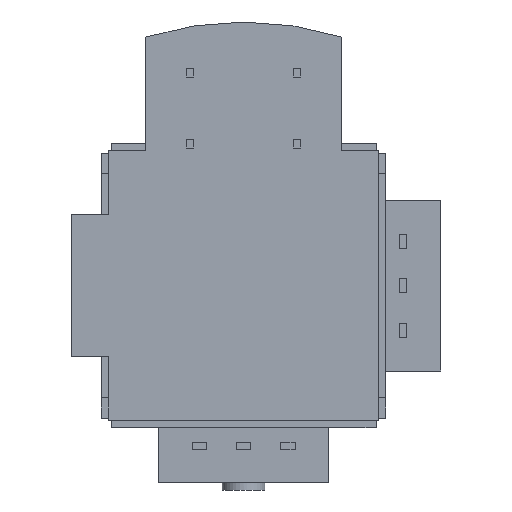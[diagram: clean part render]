
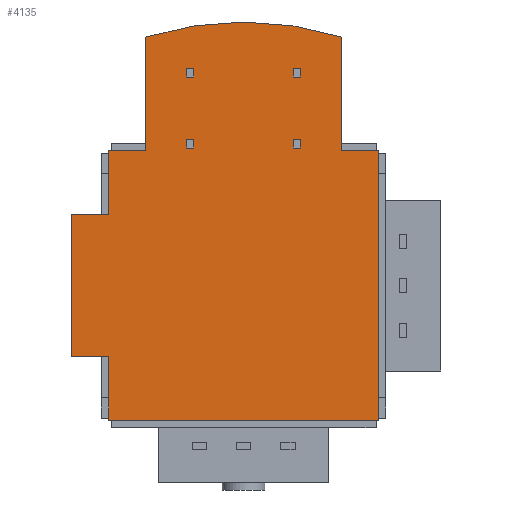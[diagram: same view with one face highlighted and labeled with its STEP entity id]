
A CAD part, front view. The second image highlights one B-rep face of the part: STEP entity #4135.
In plain terms, the highlighted planar face has unit normal (0, -1, 0).
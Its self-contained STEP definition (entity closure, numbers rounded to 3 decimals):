
#187=PLANE('',#4506);
#420=FACE_OUTER_BOUND('',#671,.T.);
#671=EDGE_LOOP('',(#3643,#3644,#3645,#3646,#3647,#3648,#3649,#3650,#3651,
#3652,#3653,#3654));
#1068=LINE('',#7140,#1505);
#1085=LINE('',#7177,#1522);
#1090=LINE('',#7184,#1527);
#1091=LINE('',#7187,#1528);
#1093=LINE('',#7191,#1530);
#1095=LINE('',#7195,#1532);
#1097=LINE('',#7199,#1534);
#1099=LINE('',#7203,#1536);
#1102=LINE('',#7211,#1539);
#1104=LINE('',#7215,#1541);
#1106=LINE('',#7218,#1543);
#1505=VECTOR('',#5335,10.);
#1522=VECTOR('',#5362,10.);
#1527=VECTOR('',#5369,10.);
#1528=VECTOR('',#5372,10.);
#1530=VECTOR('',#5376,10.);
#1532=VECTOR('',#5380,10.);
#1534=VECTOR('',#5384,10.);
#1536=VECTOR('',#5388,10.);
#1539=VECTOR('',#5397,10.);
#1541=VECTOR('',#5401,10.);
#1543=VECTOR('',#5405,10.);
#1755=CIRCLE('',#4502,18.219);
#2037=VERTEX_POINT('',#7137);
#2038=VERTEX_POINT('',#7139);
#2053=VERTEX_POINT('',#7176);
#2054=VERTEX_POINT('',#7182);
#2055=VERTEX_POINT('',#7186);
#2056=VERTEX_POINT('',#7190);
#2057=VERTEX_POINT('',#7194);
#2058=VERTEX_POINT('',#7198);
#2059=VERTEX_POINT('',#7202);
#2060=VERTEX_POINT('',#7206);
#2061=VERTEX_POINT('',#7210);
#2062=VERTEX_POINT('',#7214);
#2568=EDGE_CURVE('',#2038,#2037,#1068,.T.);
#2586=EDGE_CURVE('',#2053,#2038,#1085,.T.);
#2591=EDGE_CURVE('',#2037,#2054,#1090,.T.);
#2592=EDGE_CURVE('',#2054,#2055,#1091,.T.);
#2594=EDGE_CURVE('',#2056,#2055,#1093,.T.);
#2596=EDGE_CURVE('',#2057,#2056,#1095,.T.);
#2598=EDGE_CURVE('',#2058,#2057,#1097,.T.);
#2600=EDGE_CURVE('',#2058,#2059,#1099,.T.);
#2602=EDGE_CURVE('',#2059,#2060,#1755,.T.);
#2604=EDGE_CURVE('',#2060,#2061,#1102,.T.);
#2606=EDGE_CURVE('',#2061,#2062,#1104,.T.);
#2608=EDGE_CURVE('',#2062,#2053,#1106,.T.);
#3643=ORIENTED_EDGE('',*,*,#2608,.T.);
#3644=ORIENTED_EDGE('',*,*,#2586,.T.);
#3645=ORIENTED_EDGE('',*,*,#2568,.T.);
#3646=ORIENTED_EDGE('',*,*,#2591,.T.);
#3647=ORIENTED_EDGE('',*,*,#2592,.T.);
#3648=ORIENTED_EDGE('',*,*,#2594,.F.);
#3649=ORIENTED_EDGE('',*,*,#2596,.F.);
#3650=ORIENTED_EDGE('',*,*,#2598,.F.);
#3651=ORIENTED_EDGE('',*,*,#2600,.T.);
#3652=ORIENTED_EDGE('',*,*,#2602,.T.);
#3653=ORIENTED_EDGE('',*,*,#2604,.T.);
#3654=ORIENTED_EDGE('',*,*,#2606,.T.);
#4135=ADVANCED_FACE('',(#420),#187,.T.);
#4502=AXIS2_PLACEMENT_3D('',#7207,#5392,#5393);
#4506=AXIS2_PLACEMENT_3D('',#7219,#5406,#5407);
#5335=DIRECTION('',(0.,0.,-1.));
#5362=DIRECTION('',(-1.,0.,0.));
#5369=DIRECTION('',(1.,0.,0.));
#5372=DIRECTION('',(0.,0.,-1.));
#5376=DIRECTION('',(-1.,0.,0.));
#5380=DIRECTION('',(0.,0.,-1.));
#5384=DIRECTION('',(1.,0.,0.));
#5388=DIRECTION('',(0.,0.,1.));
#5392=DIRECTION('center_axis',(0.,-1.,0.));
#5393=DIRECTION('ref_axis',(0.302,0.,0.953));
#5397=DIRECTION('',(0.,0.,-1.));
#5401=DIRECTION('',(-1.,0.,0.));
#5405=DIRECTION('',(0.,0.,-1.));
#5406=DIRECTION('center_axis',(0.,-1.,0.));
#5407=DIRECTION('ref_axis',(1.,0.,0.));
#7137=CARTESIAN_POINT('',(-9.7,-12.1,-4.));
#7139=CARTESIAN_POINT('',(-9.7,-12.1,4.));
#7140=CARTESIAN_POINT('',(-9.7,-12.1,4.));
#7176=CARTESIAN_POINT('',(-7.6,-12.1,4.));
#7177=CARTESIAN_POINT('',(-7.6,-12.1,4.));
#7182=CARTESIAN_POINT('',(-7.6,-12.1,-4.));
#7184=CARTESIAN_POINT('',(-9.7,-12.1,-4.));
#7186=CARTESIAN_POINT('',(-7.6,-12.1,-7.6));
#7187=CARTESIAN_POINT('',(-7.6,-12.1,6.309));
#7190=CARTESIAN_POINT('',(7.6,-12.1,-7.6));
#7191=CARTESIAN_POINT('',(7.6,-12.1,-7.6));
#7194=CARTESIAN_POINT('',(7.6,-12.1,7.6));
#7195=CARTESIAN_POINT('',(7.6,-12.1,7.6));
#7198=CARTESIAN_POINT('',(5.5,-12.1,7.6));
#7199=CARTESIAN_POINT('',(-7.6,-12.1,7.6));
#7202=CARTESIAN_POINT('',(5.5,-12.1,14.));
#7203=CARTESIAN_POINT('',(5.5,-12.1,7.6));
#7206=CARTESIAN_POINT('',(-5.5,-12.1,14.));
#7207=CARTESIAN_POINT('Origin',(0.,-12.1,-3.369));
#7210=CARTESIAN_POINT('',(-5.5,-12.1,7.6));
#7211=CARTESIAN_POINT('',(-5.5,-12.1,14.));
#7214=CARTESIAN_POINT('',(-7.6,-12.1,7.6));
#7215=CARTESIAN_POINT('',(7.459,-12.1,7.6));
#7218=CARTESIAN_POINT('',(-7.6,-12.1,6.309));
#7219=CARTESIAN_POINT('Origin',(-1.05,-12.1,3.625));
